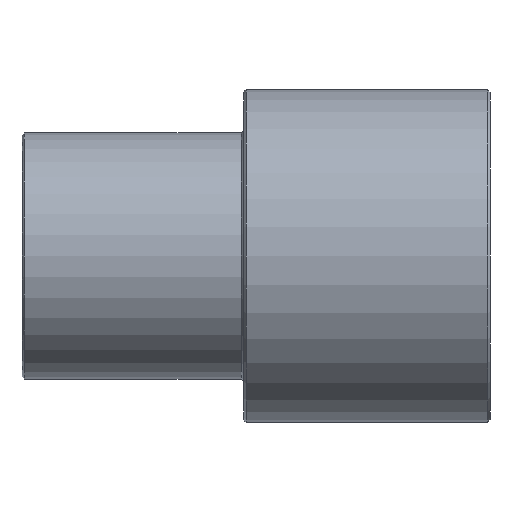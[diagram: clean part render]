
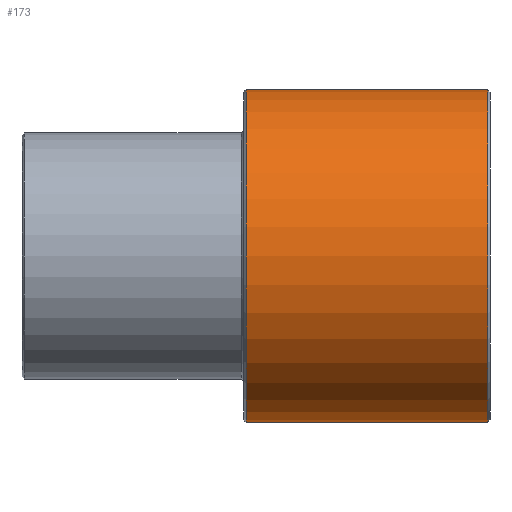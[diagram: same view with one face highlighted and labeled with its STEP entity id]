
A CAD part, front view. The second image highlights one B-rep face of the part: STEP entity #173.
In plain terms, the highlighted cylindrical face has radius 13.5 mm (diameter 27 mm), a partial arc.
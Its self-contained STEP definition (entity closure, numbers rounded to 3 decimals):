
#1 = VERTEX_POINT ( 'NONE', #177 ) ;
#17 = CIRCLE ( 'NONE', #409, 13.5 ) ;
#20 = DIRECTION ( 'NONE',  ( 0., 0., 1. ) ) ;
#48 = VERTEX_POINT ( 'NONE', #88 ) ;
#63 = DIRECTION ( 'NONE',  ( 1., 0., 0. ) ) ;
#64 = VERTEX_POINT ( 'NONE', #477 ) ;
#65 = EDGE_CURVE ( 'NONE', #1, #221, #369, .T. ) ;
#68 = CARTESIAN_POINT ( 'NONE',  ( 18.8, 0., 0. ) ) ;
#88 = CARTESIAN_POINT ( 'NONE',  ( 18.8, 0., 13.5 ) ) ;
#96 = FACE_OUTER_BOUND ( 'NONE', #401, .T. ) ;
#104 = DIRECTION ( 'NONE',  ( 0., 0., 1. ) ) ;
#106 = EDGE_CURVE ( 'NONE', #64, #48, #17, .T. ) ;
#147 = CARTESIAN_POINT ( 'NONE',  ( 0., 0., 0. ) ) ;
#155 = DIRECTION ( 'NONE',  ( -1., 0., 0. ) ) ;
#173 = ADVANCED_FACE ( 'NONE', ( #96 ), #510, .T. ) ;
#177 = CARTESIAN_POINT ( 'NONE',  ( -0.8, 0., 13.5 ) ) ;
#188 = CARTESIAN_POINT ( 'NONE',  ( 0., 0., 13.5 ) ) ;
#205 = EDGE_CURVE ( 'NONE', #64, #221, #279, .T. ) ;
#221 = VERTEX_POINT ( 'NONE', #466 ) ;
#232 = LINE ( 'NONE', #188, #528 ) ;
#236 = DIRECTION ( 'NONE',  ( -1., 0., 0. ) ) ;
#250 = VECTOR ( 'NONE', #513, 1000. ) ;
#272 = ORIENTED_EDGE ( 'NONE', *, *, #205, .F. ) ;
#279 = LINE ( 'NONE', #468, #250 ) ;
#288 = CARTESIAN_POINT ( 'NONE',  ( -0.8, 0., 0. ) ) ;
#303 = ORIENTED_EDGE ( 'NONE', *, *, #306, .T. ) ;
#306 = EDGE_CURVE ( 'NONE', #48, #1, #232, .T. ) ;
#369 = CIRCLE ( 'NONE', #582, 13.5 ) ;
#375 = DIRECTION ( 'NONE',  ( -1., 0., 0. ) ) ;
#401 = EDGE_LOOP ( 'NONE', ( #272, #413, #303, #553 ) ) ;
#409 = AXIS2_PLACEMENT_3D ( 'NONE', #68, #155, #20 ) ;
#413 = ORIENTED_EDGE ( 'NONE', *, *, #106, .T. ) ;
#466 = CARTESIAN_POINT ( 'NONE',  ( -0.8, 0., -13.5 ) ) ;
#468 = CARTESIAN_POINT ( 'NONE',  ( 0., 0., -13.5 ) ) ;
#477 = CARTESIAN_POINT ( 'NONE',  ( 18.8, 0., -13.5 ) ) ;
#483 = DIRECTION ( 'NONE',  ( 0., 0., -1. ) ) ;
#510 = CYLINDRICAL_SURFACE ( 'NONE', #518, 13.5 ) ;
#513 = DIRECTION ( 'NONE',  ( -1., 0., 0. ) ) ;
#518 = AXIS2_PLACEMENT_3D ( 'NONE', #147, #236, #104 ) ;
#528 = VECTOR ( 'NONE', #375, 1000. ) ;
#553 = ORIENTED_EDGE ( 'NONE', *, *, #65, .T. ) ;
#582 = AXIS2_PLACEMENT_3D ( 'NONE', #288, #63, #483 ) ;
